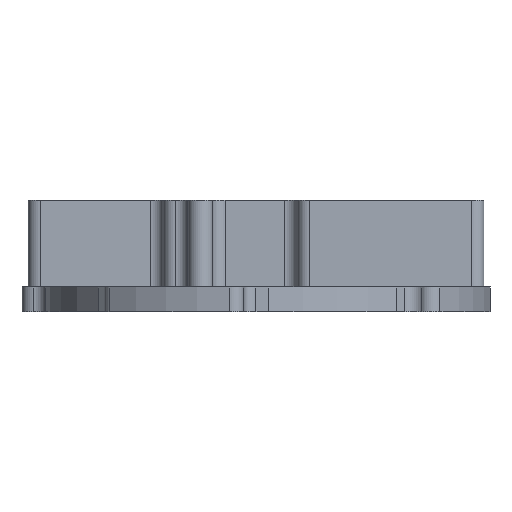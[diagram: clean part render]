
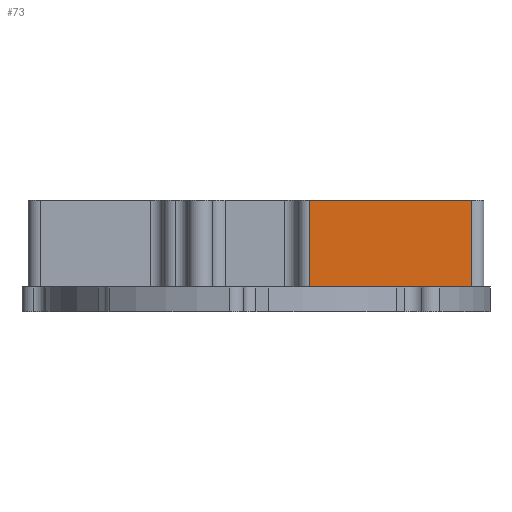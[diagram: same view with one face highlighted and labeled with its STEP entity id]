
A CAD part, left-side view. The second image highlights one B-rep face of the part: STEP entity #73.
In plain terms, the highlighted planar face has unit normal (-1, 0, 0).
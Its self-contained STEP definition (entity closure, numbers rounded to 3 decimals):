
#73=ADVANCED_FACE('',(#313),#315,.T.);
#313=FACE_BOUND('',#314,.T.);
#314=EDGE_LOOP('',(#926,#927,#928,#929));
#315=PLANE('',#316);
#316=AXIS2_PLACEMENT_3D('',#317,#318,#319);
#317=CARTESIAN_POINT('',(-5.5,-3.325,2.));
#318=DIRECTION('',(-1.,0.,0.));
#319=DIRECTION('',(0.,-1.,0.));
#926=ORIENTED_EDGE('',*,*,#1331,.F.);
#927=ORIENTED_EDGE('',*,*,#1284,.T.);
#928=ORIENTED_EDGE('',*,*,#1332,.T.);
#929=ORIENTED_EDGE('',*,*,#1333,.F.);
#1284=EDGE_CURVE('',#1579,#1577,#1580,.T.);
#1331=EDGE_CURVE('',#1579,#1666,#1667,.T.);
#1332=EDGE_CURVE('',#1577,#1668,#1669,.T.);
#1333=EDGE_CURVE('',#1666,#1668,#1670,.T.);
#1577=VERTEX_POINT('',#2189);
#1579=VERTEX_POINT('',#2194);
#1580=LINE('',#2195,#2196);
#1666=VERTEX_POINT('',#2467);
#1667=LINE('',#2468,#2469);
#1668=VERTEX_POINT('',#2471);
#1669=LINE('',#2472,#2473);
#1670=LINE('',#2475,#2476);
#2189=CARTESIAN_POINT('',(-5.5,-17.401,2.));
#2194=CARTESIAN_POINT('',(-5.5,-4.325,2.));
#2195=CARTESIAN_POINT('',(-5.5,-4.325,2.));
#2196=VECTOR('',#2197,1.);
#2197=DIRECTION('',(0.,-1.,0.));
#2467=CARTESIAN_POINT('',(-5.5,-4.325,9.));
#2468=CARTESIAN_POINT('',(-5.5,-4.325,2.));
#2469=VECTOR('',#2470,1.);
#2470=DIRECTION('',(0.,0.,1.));
#2471=CARTESIAN_POINT('',(-5.5,-17.401,9.));
#2472=CARTESIAN_POINT('',(-5.5,-17.401,2.));
#2473=VECTOR('',#2474,1.);
#2474=DIRECTION('',(0.,0.,1.));
#2475=CARTESIAN_POINT('',(-5.5,-4.325,9.));
#2476=VECTOR('',#2477,1.);
#2477=DIRECTION('',(0.,-1.,0.));
